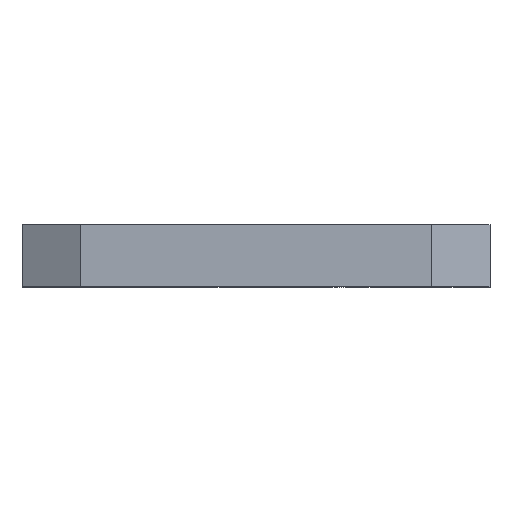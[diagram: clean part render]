
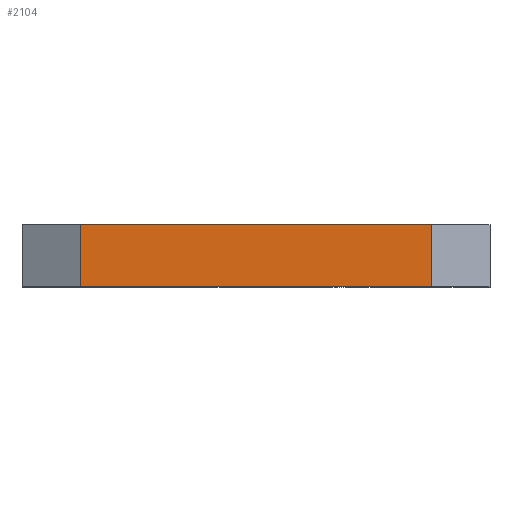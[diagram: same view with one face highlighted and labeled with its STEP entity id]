
A CAD part, top view. The second image highlights one B-rep face of the part: STEP entity #2104.
In plain terms, the highlighted planar face has unit normal (0, 0, 1).
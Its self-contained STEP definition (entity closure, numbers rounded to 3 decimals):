
#267=ORIENTED_EDGE('',*,*,#905,.F.);
#268=ORIENTED_EDGE('',*,*,#823,.F.);
#269=ORIENTED_EDGE('',*,*,#906,.T.);
#270=ORIENTED_EDGE('',*,*,#907,.F.);
#823=EDGE_CURVE('',#1140,#1141,#1351,.T.);
#905=EDGE_CURVE('',#1141,#1222,#1398,.T.);
#906=EDGE_CURVE('',#1140,#1223,#1399,.T.);
#907=EDGE_CURVE('',#1222,#1223,#1400,.T.);
#1140=VERTEX_POINT('',#3120);
#1141=VERTEX_POINT('',#3121);
#1222=VERTEX_POINT('',#3285);
#1223=VERTEX_POINT('',#3287);
#1351=LINE('',#3119,#1586);
#1398=LINE('',#3284,#1633);
#1399=LINE('',#3286,#1634);
#1400=LINE('',#3288,#1635);
#1586=VECTOR('',#2475,1000.);
#1633=VECTOR('',#2594,1000.);
#1634=VECTOR('',#2595,1000.);
#1635=VECTOR('',#2596,1000.);
#1805=EDGE_LOOP('',(#267,#268,#269,#270));
#1921=FACE_BOUND('',#1805,.T.);
#2035=PLANE('',#2269);
#2104=ADVANCED_FACE('',(#1921),#2035,.F.);
#2269=AXIS2_PLACEMENT_3D('',#3283,#2592,#2593);
#2475=DIRECTION('',(1.,0.,0.));
#2592=DIRECTION('',(0.,0.,-1.));
#2593=DIRECTION('',(-1.,0.,0.));
#2594=DIRECTION('',(0.,-1.,0.));
#2595=DIRECTION('',(0.,-1.,0.));
#2596=DIRECTION('',(-1.,0.,0.));
#3119=CARTESIAN_POINT('',(-31.15,11.,38.5));
#3120=CARTESIAN_POINT('',(-31.15,11.,38.5));
#3121=CARTESIAN_POINT('',(31.15,11.,38.5));
#3283=CARTESIAN_POINT('',(-31.15,11.,38.5));
#3284=CARTESIAN_POINT('',(31.15,11.,38.5));
#3285=CARTESIAN_POINT('',(31.15,0.,38.5));
#3286=CARTESIAN_POINT('',(-31.15,11.,38.5));
#3287=CARTESIAN_POINT('',(-31.15,0.,38.5));
#3288=CARTESIAN_POINT('',(-31.15,0.,38.5));
